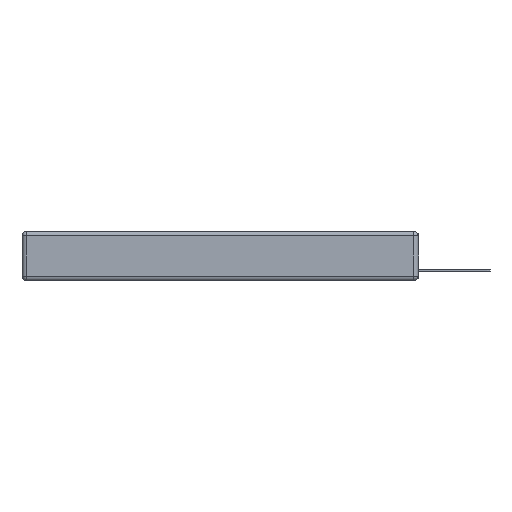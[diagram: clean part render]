
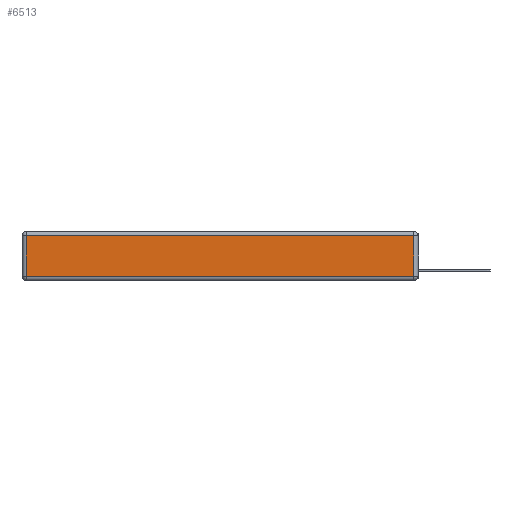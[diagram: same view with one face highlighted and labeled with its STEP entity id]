
A CAD part, left-side view. The second image highlights one B-rep face of the part: STEP entity #6513.
In plain terms, the highlighted planar face has unit normal (-1, 0, 0).
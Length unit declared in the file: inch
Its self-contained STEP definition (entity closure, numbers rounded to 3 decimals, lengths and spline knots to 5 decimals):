
#158 = LINE ( 'NONE', #5780, #15333 ) ;
#871 = AXIS2_PLACEMENT_3D ( 'NONE', #8437, #18740, #14305 ) ;
#1402 = VECTOR ( 'NONE', #1650, 39.37008 ) ;
#1532 = ORIENTED_EDGE ( 'NONE', *, *, #14797, .T. ) ;
#1595 = CARTESIAN_POINT ( 'NONE',  ( 0., 0.03, -0.343 ) ) ;
#1650 = DIRECTION ( 'NONE',  ( 0., 0., -1. ) ) ;
#2374 = ORIENTED_EDGE ( 'NONE', *, *, #8399, .T. ) ;
#2896 = FACE_OUTER_BOUND ( 'NONE', #3937, .T. ) ;
#3375 = DIRECTION ( 'NONE',  ( 0., 1., 0. ) ) ;
#3937 = EDGE_LOOP ( 'NONE', ( #1532, #4014, #4236, #2374 ) ) ;
#4014 = ORIENTED_EDGE ( 'NONE', *, *, #11988, .T. ) ;
#4236 = ORIENTED_EDGE ( 'NONE', *, *, #17796, .T. ) ;
#5302 = LINE ( 'NONE', #1595, #17999 ) ;
#5561 = PLANE ( 'NONE',  #871 ) ;
#5780 = CARTESIAN_POINT ( 'NONE',  ( 0., 0., -0.313 ) ) ;
#6513 = ADVANCED_FACE ( 'NONE', ( #2896 ), #5561, .T. ) ;
#7353 = LINE ( 'NONE', #13322, #1402 ) ;
#7430 = CARTESIAN_POINT ( 'NONE',  ( 0., 2.72, -0.313 ) ) ;
#8128 = CARTESIAN_POINT ( 'NONE',  ( 0., 0.03, -0.03 ) ) ;
#8399 = EDGE_CURVE ( 'NONE', #18494, #8802, #7353, .T. ) ;
#8437 = CARTESIAN_POINT ( 'NONE',  ( 0., 0., -0.343 ) ) ;
#8802 = VERTEX_POINT ( 'NONE', #7430 ) ;
#9025 = DIRECTION ( 'NONE',  ( 0., -1., 0. ) ) ;
#11486 = VERTEX_POINT ( 'NONE', #8128 ) ;
#11630 = DIRECTION ( 'NONE',  ( 0., 0., 1. ) ) ;
#11684 = CARTESIAN_POINT ( 'NONE',  ( 0., 2.72, -0.03 ) ) ;
#11988 = EDGE_CURVE ( 'NONE', #13171, #11486, #5302, .T. ) ;
#13171 = VERTEX_POINT ( 'NONE', #16446 ) ;
#13322 = CARTESIAN_POINT ( 'NONE',  ( 0., 2.72, -0.343 ) ) ;
#14305 = DIRECTION ( 'NONE',  ( 0., 0., 1. ) ) ;
#14797 = EDGE_CURVE ( 'NONE', #8802, #13171, #158, .T. ) ;
#14995 = CARTESIAN_POINT ( 'NONE',  ( 0., 2.75, -0.03 ) ) ;
#15088 = LINE ( 'NONE', #14995, #17239 ) ;
#15333 = VECTOR ( 'NONE', #9025, 39.37008 ) ;
#16446 = CARTESIAN_POINT ( 'NONE',  ( 0., 0.03, -0.313 ) ) ;
#17239 = VECTOR ( 'NONE', #3375, 39.37008 ) ;
#17796 = EDGE_CURVE ( 'NONE', #11486, #18494, #15088, .T. ) ;
#17999 = VECTOR ( 'NONE', #11630, 39.37008 ) ;
#18494 = VERTEX_POINT ( 'NONE', #11684 ) ;
#18740 = DIRECTION ( 'NONE',  ( -1., 0., 0. ) ) ;
